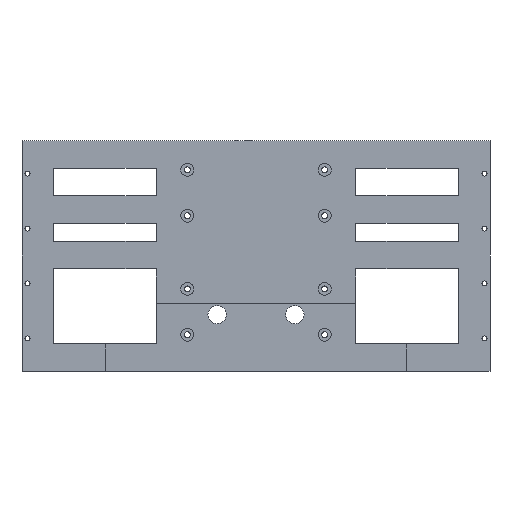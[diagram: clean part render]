
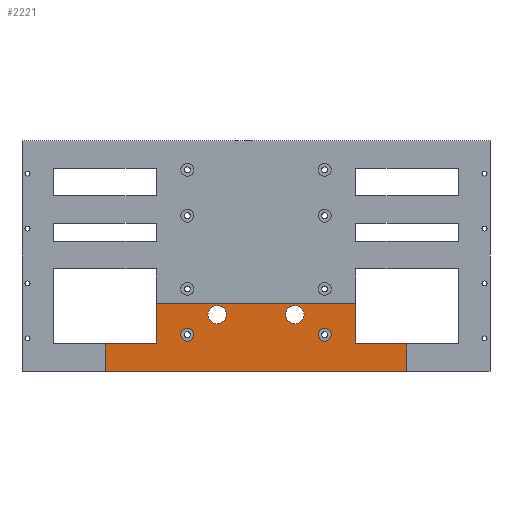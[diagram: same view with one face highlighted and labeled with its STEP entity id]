
A CAD part, front view. The second image highlights one B-rep face of the part: STEP entity #2221.
In plain terms, the highlighted planar face has unit normal (0, -1, 0).
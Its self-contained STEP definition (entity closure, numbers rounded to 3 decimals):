
#939 = VERTEX_POINT('',#940);
#940 = CARTESIAN_POINT('',(402.,21.8,-2.));
#946 = EDGE_CURVE('',#947,#939,#949,.T.);
#947 = VERTEX_POINT('',#948);
#948 = CARTESIAN_POINT('',(73.,21.8,-2.));
#949 = LINE('',#950,#951);
#950 = CARTESIAN_POINT('',(73.,21.8,-2.));
#951 = VECTOR('',#952,1.);
#952 = DIRECTION('',(1.,0.,0.));
#995 = EDGE_CURVE('',#947,#996,#998,.T.);
#996 = VERTEX_POINT('',#997);
#997 = CARTESIAN_POINT('',(73.,21.8,28.));
#998 = LINE('',#999,#1000);
#999 = CARTESIAN_POINT('',(73.,21.8,-2.));
#1000 = VECTOR('',#1001,1.);
#1001 = DIRECTION('',(0.,0.,1.));
#1035 = VERTEX_POINT('',#1036);
#1036 = CARTESIAN_POINT('',(128.5,21.8,28.));
#1051 = EDGE_CURVE('',#996,#1035,#1052,.T.);
#1052 = LINE('',#1053,#1054);
#1053 = CARTESIAN_POINT('',(36.5,21.8,28.));
#1054 = VECTOR('',#1055,1.);
#1055 = DIRECTION('',(1.,0.,0.));
#1113 = EDGE_CURVE('',#939,#1114,#1116,.T.);
#1114 = VERTEX_POINT('',#1115);
#1115 = CARTESIAN_POINT('',(402.,21.8,28.));
#1116 = LINE('',#1117,#1118);
#1117 = CARTESIAN_POINT('',(402.,21.8,-2.));
#1118 = VECTOR('',#1119,1.);
#1119 = DIRECTION('',(0.,0.,1.));
#1139 = EDGE_CURVE('',#1140,#1035,#1142,.T.);
#1140 = VERTEX_POINT('',#1141);
#1141 = CARTESIAN_POINT('',(128.5,21.8,72.));
#1142 = LINE('',#1143,#1144);
#1143 = CARTESIAN_POINT('',(128.5,21.8,-2.));
#1144 = VECTOR('',#1145,1.);
#1145 = DIRECTION('',(0.,0.,-1.));
#1169 = VERTEX_POINT('',#1170);
#1170 = CARTESIAN_POINT('',(346.5,21.8,28.));
#1176 = EDGE_CURVE('',#1169,#1114,#1177,.T.);
#1177 = LINE('',#1178,#1179);
#1178 = CARTESIAN_POINT('',(199.,21.8,28.));
#1179 = VECTOR('',#1180,1.);
#1180 = DIRECTION('',(1.,0.,0.));
#1192 = EDGE_CURVE('',#1140,#1193,#1195,.T.);
#1193 = VERTEX_POINT('',#1194);
#1194 = CARTESIAN_POINT('',(346.5,21.8,72.));
#1195 = LINE('',#1196,#1197);
#1196 = CARTESIAN_POINT('',(73.,21.8,72.));
#1197 = VECTOR('',#1198,1.);
#1198 = DIRECTION('',(1.,0.,0.));
#1235 = EDGE_CURVE('',#1193,#1169,#1236,.T.);
#1236 = LINE('',#1237,#1238);
#1237 = CARTESIAN_POINT('',(346.5,21.8,-2.));
#1238 = VECTOR('',#1239,1.);
#1239 = DIRECTION('',(0.,0.,-1.));
#1890 = EDGE_CURVE('',#1891,#1891,#1893,.T.);
#1891 = VERTEX_POINT('',#1892);
#1892 = CARTESIAN_POINT('',(205.,21.8,60.));
#1893 = CIRCLE('',#1894,10.);
#1894 = AXIS2_PLACEMENT_3D('',#1895,#1896,#1897);
#1895 = CARTESIAN_POINT('',(195.,21.8,60.));
#1896 = DIRECTION('',(-0.,1.,0.));
#1897 = DIRECTION('',(1.,0.,0.));
#1986 = EDGE_CURVE('',#1987,#1987,#1989,.T.);
#1987 = VERTEX_POINT('',#1988);
#1988 = CARTESIAN_POINT('',(290.,21.8,60.));
#1989 = CIRCLE('',#1990,10.);
#1990 = AXIS2_PLACEMENT_3D('',#1991,#1992,#1993);
#1991 = CARTESIAN_POINT('',(280.,21.8,60.));
#1992 = DIRECTION('',(-0.,1.,0.));
#1993 = DIRECTION('',(1.,0.,0.));
#2221 = ADVANCED_FACE('',(#2222,#2232,#2243,#2254,#2257),#2260,.T.);
#2222 = FACE_BOUND('',#2223,.T.);
#2223 = EDGE_LOOP('',(#2224,#2225,#2226,#2227,#2228,#2229,#2230,#2231));
#2224 = ORIENTED_EDGE('',*,*,#995,.F.);
#2225 = ORIENTED_EDGE('',*,*,#946,.T.);
#2226 = ORIENTED_EDGE('',*,*,#1113,.T.);
#2227 = ORIENTED_EDGE('',*,*,#1176,.F.);
#2228 = ORIENTED_EDGE('',*,*,#1235,.F.);
#2229 = ORIENTED_EDGE('',*,*,#1192,.F.);
#2230 = ORIENTED_EDGE('',*,*,#1139,.T.);
#2231 = ORIENTED_EDGE('',*,*,#1051,.F.);
#2232 = FACE_BOUND('',#2233,.T.);
#2233 = EDGE_LOOP('',(#2234));
#2234 = ORIENTED_EDGE('',*,*,#2235,.T.);
#2235 = EDGE_CURVE('',#2236,#2236,#2238,.T.);
#2236 = VERTEX_POINT('',#2237);
#2237 = CARTESIAN_POINT('',(169.5,21.8,38.));
#2238 = CIRCLE('',#2239,7.);
#2239 = AXIS2_PLACEMENT_3D('',#2240,#2241,#2242);
#2240 = CARTESIAN_POINT('',(162.5,21.8,38.));
#2241 = DIRECTION('',(-0.,1.,0.));
#2242 = DIRECTION('',(1.,0.,0.));
#2243 = FACE_BOUND('',#2244,.T.);
#2244 = EDGE_LOOP('',(#2245));
#2245 = ORIENTED_EDGE('',*,*,#2246,.T.);
#2246 = EDGE_CURVE('',#2247,#2247,#2249,.T.);
#2247 = VERTEX_POINT('',#2248);
#2248 = CARTESIAN_POINT('',(319.5,21.8,38.));
#2249 = CIRCLE('',#2250,7.);
#2250 = AXIS2_PLACEMENT_3D('',#2251,#2252,#2253);
#2251 = CARTESIAN_POINT('',(312.5,21.8,38.));
#2252 = DIRECTION('',(-0.,1.,0.));
#2253 = DIRECTION('',(1.,0.,0.));
#2254 = FACE_BOUND('',#2255,.T.);
#2255 = EDGE_LOOP('',(#2256));
#2256 = ORIENTED_EDGE('',*,*,#1890,.T.);
#2257 = FACE_BOUND('',#2258,.T.);
#2258 = EDGE_LOOP('',(#2259));
#2259 = ORIENTED_EDGE('',*,*,#1986,.T.);
#2260 = PLANE('',#2261);
#2261 = AXIS2_PLACEMENT_3D('',#2262,#2263,#2264);
#2262 = CARTESIAN_POINT('',(73.,21.8,-2.));
#2263 = DIRECTION('',(0.,-1.,0.));
#2264 = DIRECTION('',(1.,0.,0.));
